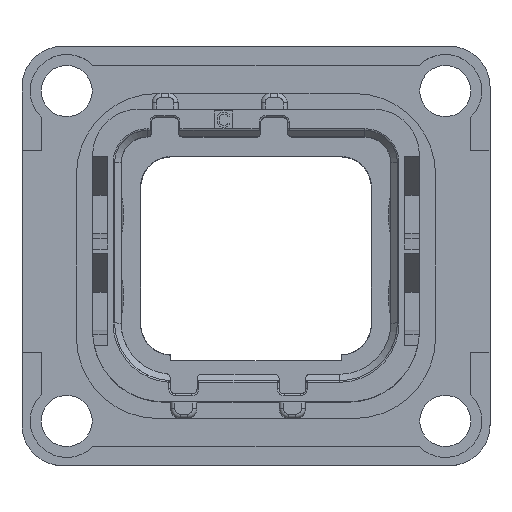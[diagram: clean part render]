
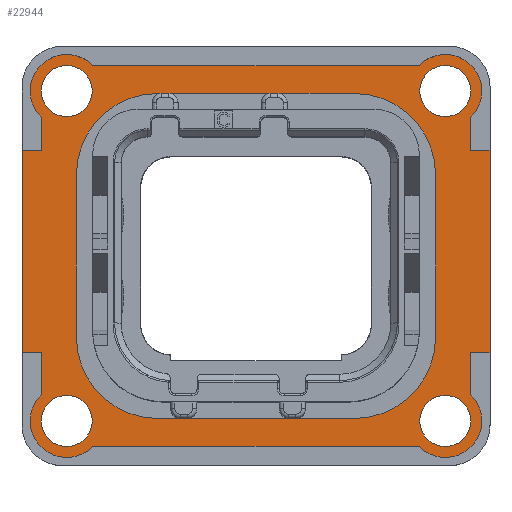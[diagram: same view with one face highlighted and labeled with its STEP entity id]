
A CAD part, top view. The second image highlights one B-rep face of the part: STEP entity #22944.
In plain terms, the highlighted planar face has unit normal (0, 0, 1).
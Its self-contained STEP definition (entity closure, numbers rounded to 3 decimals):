
#97=DIRECTION('',(0.,-1.,0.));
#98=VECTOR('',#97,12.45);
#99=CARTESIAN_POINT('',(-14.4,6.5,1.5));
#100=LINE('',#99,#98);
#160=CARTESIAN_POINT('',(-11.65,10.15,1.5));
#161=DIRECTION('',(0.,0.,1.));
#162=DIRECTION('',(0.716,0.698,0.));
#163=AXIS2_PLACEMENT_3D('',#160,#161,#162);
#173=CARTESIAN_POINT('',(11.65,10.15,1.5));
#174=DIRECTION('',(0.,0.,1.));
#175=DIRECTION('',(0.698,-0.716,0.));
#176=AXIS2_PLACEMENT_3D('',#173,#174,#175);
#183=DIRECTION('',(0.,1.,0.));
#184=VECTOR('',#183,2.588);
#185=CARTESIAN_POINT('',(13.22,-8.538,1.5));
#186=LINE('',#185,#184);
#187=DIRECTION('',(1.,0.,0.));
#188=VECTOR('',#187,20.077);
#189=CARTESIAN_POINT('',(-10.038,-11.72,1.5));
#190=LINE('',#189,#188);
#191=DIRECTION('',(0.,-1.,0.));
#192=VECTOR('',#191,2.588);
#193=CARTESIAN_POINT('',(-13.22,-5.95,1.5));
#194=LINE('',#193,#192);
#195=DIRECTION('',(1.,0.,0.));
#196=VECTOR('',#195,1.18);
#197=CARTESIAN_POINT('',(-14.4,-5.95,1.5));
#198=LINE('',#197,#196);
#199=DIRECTION('',(-1.,0.,0.));
#200=VECTOR('',#199,1.18);
#201=CARTESIAN_POINT('',(-13.22,6.5,1.5));
#202=LINE('',#201,#200);
#203=DIRECTION('',(0.,-1.,0.));
#204=VECTOR('',#203,2.038);
#205=CARTESIAN_POINT('',(-13.22,8.538,1.5));
#206=LINE('',#205,#204);
#207=DIRECTION('',(-1.,0.,0.));
#208=VECTOR('',#207,20.077);
#209=CARTESIAN_POINT('',(10.038,11.72,1.5));
#210=LINE('',#209,#208);
#211=DIRECTION('',(0.,1.,0.));
#212=VECTOR('',#211,2.038);
#213=CARTESIAN_POINT('',(13.22,6.5,1.5));
#214=LINE('',#213,#212);
#215=DIRECTION('',(-1.,0.,0.));
#216=VECTOR('',#215,1.18);
#217=CARTESIAN_POINT('',(14.4,6.5,1.5));
#218=LINE('',#217,#216);
#219=DIRECTION('',(1.,0.,0.));
#220=VECTOR('',#219,1.18);
#221=CARTESIAN_POINT('',(13.22,-5.95,1.5));
#222=LINE('',#221,#220);
#223=CARTESIAN_POINT('',(11.65,-10.15,1.5));
#224=DIRECTION('',(0.,0.,1.));
#225=DIRECTION('',(-1.,0.,0.));
#226=AXIS2_PLACEMENT_3D('',#223,#224,#225);
#228=CARTESIAN_POINT('',(-11.65,-10.15,1.5));
#229=DIRECTION('',(0.,0.,1.));
#230=DIRECTION('',(-1.,0.,0.));
#231=AXIS2_PLACEMENT_3D('',#228,#229,#230);
#233=CARTESIAN_POINT('',(-11.65,10.15,1.5));
#234=DIRECTION('',(0.,0.,1.));
#235=DIRECTION('',(1.,0.,0.));
#236=AXIS2_PLACEMENT_3D('',#233,#234,#235);
#238=CARTESIAN_POINT('',(11.65,10.15,1.5));
#239=DIRECTION('',(0.,0.,1.));
#240=DIRECTION('',(1.,0.,0.));
#241=AXIS2_PLACEMENT_3D('',#238,#239,#240);
#243=CARTESIAN_POINT('',(6.05,5.,1.5));
#244=DIRECTION('',(0.,0.,-1.));
#245=DIRECTION('',(0.,1.,0.));
#246=AXIS2_PLACEMENT_3D('',#243,#244,#245);
#248=DIRECTION('',(1.,0.,0.));
#249=VECTOR('',#248,12.1);
#250=CARTESIAN_POINT('',(-6.05,10.,1.5));
#251=LINE('',#250,#249);
#252=CARTESIAN_POINT('',(-6.05,5.,1.5));
#253=DIRECTION('',(0.,0.,-1.));
#254=DIRECTION('',(-1.,0.,0.));
#255=AXIS2_PLACEMENT_3D('',#252,#253,#254);
#257=DIRECTION('',(0.,1.,0.));
#258=VECTOR('',#257,10.);
#259=CARTESIAN_POINT('',(-11.05,-5.,1.5));
#260=LINE('',#259,#258);
#261=CARTESIAN_POINT('',(-6.05,-5.,1.5));
#262=DIRECTION('',(0.,0.,-1.));
#263=DIRECTION('',(0.,-1.,0.));
#264=AXIS2_PLACEMENT_3D('',#261,#262,#263);
#266=DIRECTION('',(-1.,0.,0.));
#267=VECTOR('',#266,12.1);
#268=CARTESIAN_POINT('',(6.05,-10.,1.5));
#269=LINE('',#268,#267);
#270=CARTESIAN_POINT('',(6.05,-5.,1.5));
#271=DIRECTION('',(0.,0.,-1.));
#272=DIRECTION('',(1.,0.,0.));
#273=AXIS2_PLACEMENT_3D('',#270,#271,#272);
#275=DIRECTION('',(0.,-1.,0.));
#276=VECTOR('',#275,10.);
#277=CARTESIAN_POINT('',(11.05,5.,1.5));
#278=LINE('',#277,#276);
#283=CARTESIAN_POINT('',(11.65,-10.15,1.5));
#284=DIRECTION('',(0.,0.,1.));
#285=DIRECTION('',(-0.716,-0.698,0.));
#286=AXIS2_PLACEMENT_3D('',#283,#284,#285);
#340=CARTESIAN_POINT('',(-11.65,-10.15,1.5));
#341=DIRECTION('',(0.,0.,1.));
#342=DIRECTION('',(-0.698,0.716,0.));
#343=AXIS2_PLACEMENT_3D('',#340,#341,#342);
#369=DIRECTION('',(0.,1.,0.));
#370=VECTOR('',#369,12.45);
#371=CARTESIAN_POINT('',(14.4,-5.95,1.5));
#372=LINE('',#371,#370);
#425=CARTESIAN_POINT('',(11.65,-10.15,1.5));
#426=DIRECTION('',(0.,0.,1.));
#427=DIRECTION('',(1.,0.,0.));
#428=AXIS2_PLACEMENT_3D('',#425,#426,#427);
#430=CARTESIAN_POINT('',(-11.65,-10.15,1.5));
#431=DIRECTION('',(0.,0.,1.));
#432=DIRECTION('',(1.,0.,0.));
#433=AXIS2_PLACEMENT_3D('',#430,#431,#432);
#451=CARTESIAN_POINT('',(-11.65,10.15,1.5));
#452=DIRECTION('',(0.,0.,1.));
#453=DIRECTION('',(-1.,0.,0.));
#454=AXIS2_PLACEMENT_3D('',#451,#452,#453);
#456=CARTESIAN_POINT('',(11.65,10.15,1.5));
#457=DIRECTION('',(0.,0.,1.));
#458=DIRECTION('',(-1.,0.,0.));
#459=AXIS2_PLACEMENT_3D('',#456,#457,#458);
#19935=CARTESIAN_POINT('',(-6.05,10.,1.5));
#19936=CARTESIAN_POINT('',(6.05,10.,1.5));
#19937=VERTEX_POINT('',#19935);
#19938=VERTEX_POINT('',#19936);
#19939=CARTESIAN_POINT('',(11.05,-5.,1.5));
#19940=CARTESIAN_POINT('',(6.05,-10.,1.5));
#19941=VERTEX_POINT('',#19939);
#19942=VERTEX_POINT('',#19940);
#19943=CARTESIAN_POINT('',(11.05,5.,1.5));
#19944=VERTEX_POINT('',#19943);
#19945=CARTESIAN_POINT('',(-11.05,5.,1.5));
#19946=VERTEX_POINT('',#19945);
#19947=CARTESIAN_POINT('',(-11.05,-5.,1.5));
#19948=VERTEX_POINT('',#19947);
#19949=CARTESIAN_POINT('',(-6.05,-10.,1.5));
#19950=VERTEX_POINT('',#19949);
#19981=CARTESIAN_POINT('',(14.4,-5.95,1.5));
#19982=CARTESIAN_POINT('',(14.4,6.5,1.5));
#19983=VERTEX_POINT('',#19981);
#19984=VERTEX_POINT('',#19982);
#19985=CARTESIAN_POINT('',(-14.4,6.5,1.5));
#19986=CARTESIAN_POINT('',(-14.4,-5.95,1.5));
#19987=VERTEX_POINT('',#19985);
#19988=VERTEX_POINT('',#19986);
#19989=CARTESIAN_POINT('',(10.08,10.15,1.5));
#19990=VERTEX_POINT('',#19989);
#19991=CARTESIAN_POINT('',(-10.08,10.15,1.5));
#19992=VERTEX_POINT('',#19991);
#19993=CARTESIAN_POINT('',(-10.08,-10.15,1.5));
#19994=VERTEX_POINT('',#19993);
#19995=CARTESIAN_POINT('',(10.08,-10.15,1.5));
#19996=VERTEX_POINT('',#19995);
#19997=CARTESIAN_POINT('',(-13.22,6.5,1.5));
#19998=VERTEX_POINT('',#19997);
#19999=CARTESIAN_POINT('',(13.22,6.5,1.5));
#20000=VERTEX_POINT('',#19999);
#20001=CARTESIAN_POINT('',(-13.22,-5.95,1.5));
#20002=VERTEX_POINT('',#20001);
#20317=CARTESIAN_POINT('',(13.22,-5.95,1.5));
#20318=VERTEX_POINT('',#20317);
#20644=CARTESIAN_POINT('',(13.22,8.538,1.5));
#20646=VERTEX_POINT('',#20644);
#20648=CARTESIAN_POINT('',(-10.038,-11.72,1.5));
#20650=VERTEX_POINT('',#20648);
#20652=CARTESIAN_POINT('',(10.038,-11.72,1.5));
#20654=VERTEX_POINT('',#20652);
#20656=CARTESIAN_POINT('',(-13.22,-8.538,1.5));
#20658=VERTEX_POINT('',#20656);
#20660=CARTESIAN_POINT('',(-10.038,11.72,1.5));
#20662=VERTEX_POINT('',#20660);
#20664=CARTESIAN_POINT('',(10.038,11.72,1.5));
#20666=VERTEX_POINT('',#20664);
#20668=CARTESIAN_POINT('',(-13.22,8.538,1.5));
#20670=VERTEX_POINT('',#20668);
#20672=CARTESIAN_POINT('',(13.22,-8.538,1.5));
#20674=VERTEX_POINT('',#20672);
#20676=CARTESIAN_POINT('',(13.22,10.15,1.5));
#20677=VERTEX_POINT('',#20676);
#20678=CARTESIAN_POINT('',(-13.22,10.15,1.5));
#20679=VERTEX_POINT('',#20678);
#20680=CARTESIAN_POINT('',(-13.22,-10.15,1.5));
#20681=VERTEX_POINT('',#20680);
#20682=CARTESIAN_POINT('',(13.22,-10.15,1.5));
#20683=VERTEX_POINT('',#20682);
#22867=CARTESIAN_POINT('',(0.,0.,1.5));
#22868=DIRECTION('',(0.,0.,1.));
#22869=DIRECTION('',(1.,0.,0.));
#22870=AXIS2_PLACEMENT_3D('',#22867,#22868,#22869);
#22871=PLANE('',#22870);
#22873=ORIENTED_EDGE('',*,*,#22872,.F.);
#22875=ORIENTED_EDGE('',*,*,#22874,.F.);
#22877=ORIENTED_EDGE('',*,*,#22876,.F.);
#22879=ORIENTED_EDGE('',*,*,#22878,.F.);
#22881=ORIENTED_EDGE('',*,*,#22880,.F.);
#22883=ORIENTED_EDGE('',*,*,#22882,.F.);
#22884=ORIENTED_EDGE('',*,*,#22780,.F.);
#22886=ORIENTED_EDGE('',*,*,#22885,.F.);
#22888=ORIENTED_EDGE('',*,*,#22887,.F.);
#22889=ORIENTED_EDGE('',*,*,#22832,.F.);
#22890=ORIENTED_EDGE('',*,*,#22848,.F.);
#22891=ORIENTED_EDGE('',*,*,#22858,.F.);
#22893=ORIENTED_EDGE('',*,*,#22892,.F.);
#22895=ORIENTED_EDGE('',*,*,#22894,.F.);
#22897=ORIENTED_EDGE('',*,*,#22896,.F.);
#22899=ORIENTED_EDGE('',*,*,#22898,.F.);
#22900=EDGE_LOOP('',(#22873,#22875,#22877,#22879,#22881,#22883,#22884,#22886,
#22888,#22889,#22890,#22891,#22893,#22895,#22897,#22899));
#22901=FACE_OUTER_BOUND('',#22900,.F.);
#22903=ORIENTED_EDGE('',*,*,#22902,.T.);
#22905=ORIENTED_EDGE('',*,*,#22904,.T.);
#22906=EDGE_LOOP('',(#22903,#22905));
#22907=FACE_BOUND('',#22906,.F.);
#22909=ORIENTED_EDGE('',*,*,#22908,.T.);
#22911=ORIENTED_EDGE('',*,*,#22910,.T.);
#22912=EDGE_LOOP('',(#22909,#22911));
#22913=FACE_BOUND('',#22912,.F.);
#22915=ORIENTED_EDGE('',*,*,#22914,.T.);
#22917=ORIENTED_EDGE('',*,*,#22916,.T.);
#22918=EDGE_LOOP('',(#22915,#22917));
#22919=FACE_BOUND('',#22918,.F.);
#22921=ORIENTED_EDGE('',*,*,#22920,.T.);
#22923=ORIENTED_EDGE('',*,*,#22922,.T.);
#22924=EDGE_LOOP('',(#22921,#22923));
#22925=FACE_BOUND('',#22924,.F.);
#22927=ORIENTED_EDGE('',*,*,#22926,.F.);
#22929=ORIENTED_EDGE('',*,*,#22928,.F.);
#22931=ORIENTED_EDGE('',*,*,#22930,.F.);
#22933=ORIENTED_EDGE('',*,*,#22932,.F.);
#22935=ORIENTED_EDGE('',*,*,#22934,.F.);
#22937=ORIENTED_EDGE('',*,*,#22936,.F.);
#22939=ORIENTED_EDGE('',*,*,#22938,.F.);
#22941=ORIENTED_EDGE('',*,*,#22940,.F.);
#22942=EDGE_LOOP('',(#22927,#22929,#22931,#22933,#22935,#22937,#22939,#22941));
#22943=FACE_BOUND('',#22942,.F.);
#22944=ADVANCED_FACE('',(#22901,#22907,#22913,#22919,#22925,#22943),#22871,.T.);
#164=CIRCLE('',#163,2.25);
#177=CIRCLE('',#176,2.25);
#227=CIRCLE('',#226,1.57);
#232=CIRCLE('',#231,1.57);
#237=CIRCLE('',#236,1.57);
#242=CIRCLE('',#241,1.57);
#247=CIRCLE('',#246,5.);
#256=CIRCLE('',#255,5.);
#265=CIRCLE('',#264,5.);
#274=CIRCLE('',#273,5.);
#287=CIRCLE('',#286,2.25);
#344=CIRCLE('',#343,2.25);
#429=CIRCLE('',#428,1.57);
#434=CIRCLE('',#433,1.57);
#455=CIRCLE('',#454,1.57);
#460=CIRCLE('',#459,1.57);
#22780=EDGE_CURVE('',#19987,#19988,#100,.T.);
#22832=EDGE_CURVE('',#20662,#20670,#164,.T.);
#22848=EDGE_CURVE('',#20666,#20662,#210,.T.);
#22858=EDGE_CURVE('',#20646,#20666,#177,.T.);
#22872=EDGE_CURVE('',#20674,#20318,#186,.T.);
#22874=EDGE_CURVE('',#20654,#20674,#287,.T.);
#22876=EDGE_CURVE('',#20650,#20654,#190,.T.);
#22878=EDGE_CURVE('',#20658,#20650,#344,.T.);
#22880=EDGE_CURVE('',#20002,#20658,#194,.T.);
#22882=EDGE_CURVE('',#19988,#20002,#198,.T.);
#22885=EDGE_CURVE('',#19998,#19987,#202,.T.);
#22887=EDGE_CURVE('',#20670,#19998,#206,.T.);
#22892=EDGE_CURVE('',#20000,#20646,#214,.T.);
#22894=EDGE_CURVE('',#19984,#20000,#218,.T.);
#22896=EDGE_CURVE('',#19983,#19984,#372,.T.);
#22898=EDGE_CURVE('',#20318,#19983,#222,.T.);
#22902=EDGE_CURVE('',#19996,#20683,#227,.T.);
#22904=EDGE_CURVE('',#20683,#19996,#429,.T.);
#22908=EDGE_CURVE('',#19994,#20681,#434,.T.);
#22910=EDGE_CURVE('',#20681,#19994,#232,.T.);
#22914=EDGE_CURVE('',#19992,#20679,#237,.T.);
#22916=EDGE_CURVE('',#20679,#19992,#455,.T.);
#22920=EDGE_CURVE('',#19990,#20677,#460,.T.);
#22922=EDGE_CURVE('',#20677,#19990,#242,.T.);
#22926=EDGE_CURVE('',#19938,#19944,#247,.T.);
#22928=EDGE_CURVE('',#19937,#19938,#251,.T.);
#22930=EDGE_CURVE('',#19946,#19937,#256,.T.);
#22932=EDGE_CURVE('',#19948,#19946,#260,.T.);
#22934=EDGE_CURVE('',#19950,#19948,#265,.T.);
#22936=EDGE_CURVE('',#19942,#19950,#269,.T.);
#22938=EDGE_CURVE('',#19941,#19942,#274,.T.);
#22940=EDGE_CURVE('',#19944,#19941,#278,.T.);
